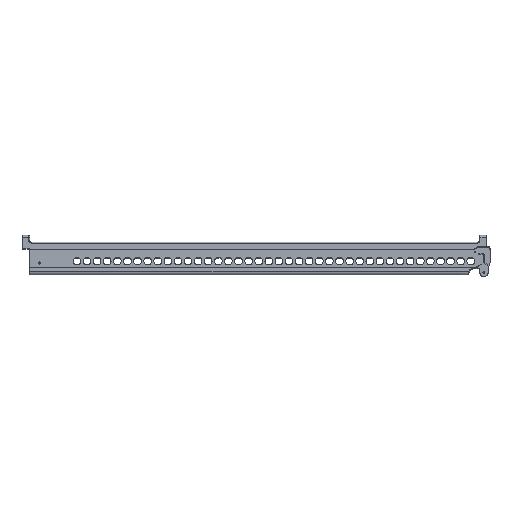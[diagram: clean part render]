
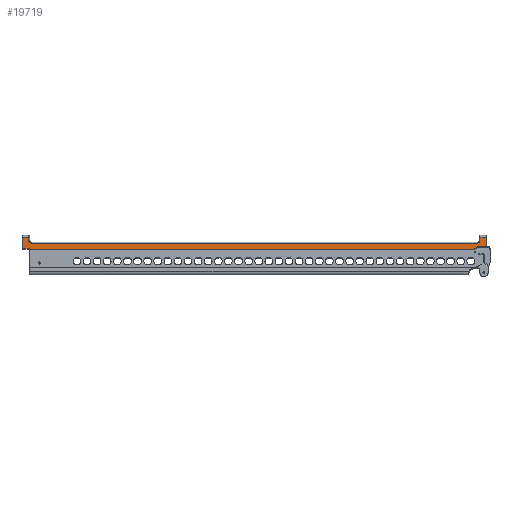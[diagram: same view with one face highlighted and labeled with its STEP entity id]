
A CAD part, top view. The second image highlights one B-rep face of the part: STEP entity #19719.
In plain terms, the highlighted planar face has unit normal (0, 0, 1).
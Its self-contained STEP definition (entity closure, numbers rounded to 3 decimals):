
#450=PLANE('',#22217);
#1123=LINE('',#45165,#2149);
#1125=LINE('',#45182,#2151);
#1210=LINE('',#46535,#2236);
#1212=LINE('',#46546,#2238);
#1486=LINE('',#47580,#2512);
#1488=LINE('',#47633,#2514);
#1490=LINE('',#47659,#2516);
#1516=LINE('',#47773,#2542);
#1709=LINE('',#48270,#2735);
#1710=LINE('',#48272,#2736);
#2149=VECTOR('',#26167,20.);
#2151=VECTOR('',#26179,20.);
#2236=VECTOR('',#26486,20.);
#2238=VECTOR('',#26500,20.);
#2512=VECTOR('',#27416,20.);
#2514=VECTOR('',#27448,20.);
#2516=VECTOR('',#27460,20.);
#2542=VECTOR('',#27550,20.);
#2735=VECTOR('',#28209,20.);
#2736=VECTOR('',#28212,20.);
#4463=FACE_OUTER_BOUND('',#5812,.T.);
#5812=EDGE_LOOP('',(#18232,#18233,#18234,#18235,#18236,#18237,#18238,#18239,
#18240,#18241,#18242,#18243,#18244,#18245,#18246,#18247));
#6949=CIRCLE('',#21491,3.5);
#7008=CIRCLE('',#21602,2.98);
#7011=CIRCLE('',#21607,1.02);
#7161=CIRCLE('',#21934,3.5);
#7168=CIRCLE('',#21943,3.);
#7172=CIRCLE('',#21948,1.);
#8912=VERTEX_POINT('',#45158);
#8914=VERTEX_POINT('',#45163);
#8915=VERTEX_POINT('',#45168);
#8918=VERTEX_POINT('',#45181);
#9025=VERTEX_POINT('',#46524);
#9027=VERTEX_POINT('',#46528);
#9028=VERTEX_POINT('',#46532);
#9030=VERTEX_POINT('',#46538);
#9292=VERTEX_POINT('',#47575);
#9293=VERTEX_POINT('',#47579);
#9295=VERTEX_POINT('',#47585);
#9304=VERTEX_POINT('',#47624);
#9305=VERTEX_POINT('',#47626);
#9307=VERTEX_POINT('',#47632);
#9309=VERTEX_POINT('',#47652);
#9311=VERTEX_POINT('',#47658);
#11428=EDGE_CURVE('',#8912,#8914,#1123,.T.);
#11431=EDGE_CURVE('',#8914,#8915,#6949,.T.);
#11434=EDGE_CURVE('',#8918,#8912,#1125,.T.);
#11594=EDGE_CURVE('',#9025,#9027,#7008,.T.);
#11596=EDGE_CURVE('',#9027,#9028,#1210,.T.);
#11599=EDGE_CURVE('',#9028,#9030,#7011,.T.);
#11602=EDGE_CURVE('',#9030,#8918,#1212,.T.);
#12035=EDGE_CURVE('',#9293,#9292,#1486,.T.);
#12038=EDGE_CURVE('',#9295,#9293,#7161,.T.);
#12049=EDGE_CURVE('',#9305,#9304,#7168,.T.);
#12052=EDGE_CURVE('',#9307,#9305,#1488,.T.);
#12055=EDGE_CURVE('',#9309,#9307,#7172,.T.);
#12058=EDGE_CURVE('',#9311,#9309,#1490,.T.);
#12108=EDGE_CURVE('',#9292,#9311,#1516,.T.);
#12359=EDGE_CURVE('',#8915,#9295,#1709,.T.);
#12360=EDGE_CURVE('',#9025,#9304,#1710,.T.);
#18232=ORIENTED_EDGE('',*,*,#12359,.T.);
#18233=ORIENTED_EDGE('',*,*,#12038,.T.);
#18234=ORIENTED_EDGE('',*,*,#12035,.T.);
#18235=ORIENTED_EDGE('',*,*,#12108,.T.);
#18236=ORIENTED_EDGE('',*,*,#12058,.T.);
#18237=ORIENTED_EDGE('',*,*,#12055,.T.);
#18238=ORIENTED_EDGE('',*,*,#12052,.T.);
#18239=ORIENTED_EDGE('',*,*,#12049,.T.);
#18240=ORIENTED_EDGE('',*,*,#12360,.F.);
#18241=ORIENTED_EDGE('',*,*,#11594,.T.);
#18242=ORIENTED_EDGE('',*,*,#11596,.T.);
#18243=ORIENTED_EDGE('',*,*,#11599,.T.);
#18244=ORIENTED_EDGE('',*,*,#11602,.T.);
#18245=ORIENTED_EDGE('',*,*,#11434,.T.);
#18246=ORIENTED_EDGE('',*,*,#11428,.T.);
#18247=ORIENTED_EDGE('',*,*,#11431,.T.);
#19719=ADVANCED_FACE('',(#4463),#450,.F.);
#21491=AXIS2_PLACEMENT_3D('',#45171,#26173,#26174);
#21602=AXIS2_PLACEMENT_3D('',#46530,#26480,#26481);
#21607=AXIS2_PLACEMENT_3D('',#46541,#26492,#26493);
#21934=AXIS2_PLACEMENT_3D('',#47586,#27422,#27423);
#21943=AXIS2_PLACEMENT_3D('',#47627,#27440,#27441);
#21948=AXIS2_PLACEMENT_3D('',#47653,#27452,#27453);
#22217=AXIS2_PLACEMENT_3D('',#48271,#28210,#28211);
#26167=DIRECTION('',(0.,-1.,0.));
#26173=DIRECTION('center_axis',(0.,0.,
-1.));
#26174=DIRECTION('ref_axis',(0.707,-0.707,0.));
#26179=DIRECTION('',(-1.,0.,0.));
#26480=DIRECTION('center_axis',(0.,0.,
-1.));
#26481=DIRECTION('ref_axis',(-0.707,0.707,0.));
#26486=DIRECTION('',(1.,0.,0.));
#26492=DIRECTION('center_axis',(0.,0.,
1.));
#26493=DIRECTION('ref_axis',(0.707,-0.707,0.));
#26500=DIRECTION('',(0.,1.,0.));
#27416=DIRECTION('',(0.,1.,0.));
#27422=DIRECTION('center_axis',(0.,0.,
-1.));
#27423=DIRECTION('ref_axis',(-0.707,-0.707,0.));
#27440=DIRECTION('center_axis',(0.,0.,
-1.));
#27441=DIRECTION('ref_axis',(0.707,0.707,0.));
#27448=DIRECTION('',(1.,0.,0.));
#27452=DIRECTION('center_axis',(0.,0.,
1.));
#27453=DIRECTION('ref_axis',(-0.707,-0.707,0.));
#27460=DIRECTION('',(0.,-1.,0.));
#27550=DIRECTION('',(-1.,0.,0.));
#28209=DIRECTION('',(-1.,0.,0.));
#28210=DIRECTION('center_axis',(0.,0.,
-1.));
#28211=DIRECTION('ref_axis',(0.,-1.,0.));
#28212=DIRECTION('',(-1.,0.,0.));
#45158=CARTESIAN_POINT('',(2431.66,28.22,1936.113));
#45163=CARTESIAN_POINT('',(2431.66,23.22,1936.113));
#45165=CARTESIAN_POINT('',(2431.66,15.72,1936.113));
#45168=CARTESIAN_POINT('',(2428.16,19.72,1936.113));
#45171=CARTESIAN_POINT('Origin',(2428.16,23.22,1936.113));
#45181=CARTESIAN_POINT('',(2440.68,28.22,1936.113));
#45182=CARTESIAN_POINT('',(2430.66,28.22,1936.113));
#46524=CARTESIAN_POINT('',(2429.68,8.72,1936.113));
#46528=CARTESIAN_POINT('',(2432.66,11.7,1936.113));
#46530=CARTESIAN_POINT('Origin',(2432.66,8.72,1936.113));
#46532=CARTESIAN_POINT('',(2439.66,11.7,1936.113));
#46535=CARTESIAN_POINT('',(2430.66,11.7,1936.113));
#46538=CARTESIAN_POINT('',(2440.68,12.72,1936.113));
#46541=CARTESIAN_POINT('Origin',(2439.66,12.72,1936.113));
#46546=CARTESIAN_POINT('',(2440.68,15.72,1936.113));
#47575=CARTESIAN_POINT('',(1777.7,28.22,1936.113));
#47579=CARTESIAN_POINT('',(1777.7,23.22,1936.113));
#47580=CARTESIAN_POINT('',(1777.7,17.72,1936.113));
#47585=CARTESIAN_POINT('',(1781.2,19.72,1936.113));
#47586=CARTESIAN_POINT('Origin',(1781.2,23.22,1936.113));
#47624=CARTESIAN_POINT('',(1779.7,8.72,1936.113));
#47626=CARTESIAN_POINT('',(1776.7,11.72,1936.113));
#47627=CARTESIAN_POINT('Origin',(1776.7,8.72,1936.113));
#47632=CARTESIAN_POINT('',(1769.7,11.72,1936.113));
#47633=CARTESIAN_POINT('',(2305.109,11.72,1936.113));
#47652=CARTESIAN_POINT('',(1768.7,12.72,1936.113));
#47653=CARTESIAN_POINT('Origin',(1769.7,12.72,1936.113));
#47658=CARTESIAN_POINT('',(1768.7,28.22,1936.113));
#47659=CARTESIAN_POINT('',(1768.7,15.72,1936.113));
#47773=CARTESIAN_POINT('',(1772.238,28.22,1936.113));
#48270=CARTESIAN_POINT('',(2796.98,19.72,1936.113));
#48271=CARTESIAN_POINT('Origin',(2886.18,10.72,1936.113));
#48272=CARTESIAN_POINT('',(2796.98,8.72,1936.113));
